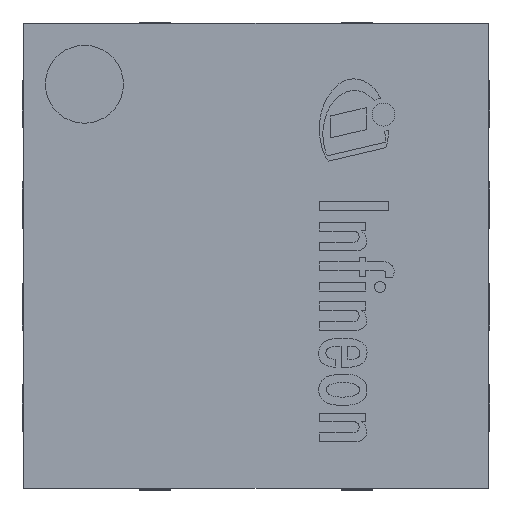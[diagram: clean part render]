
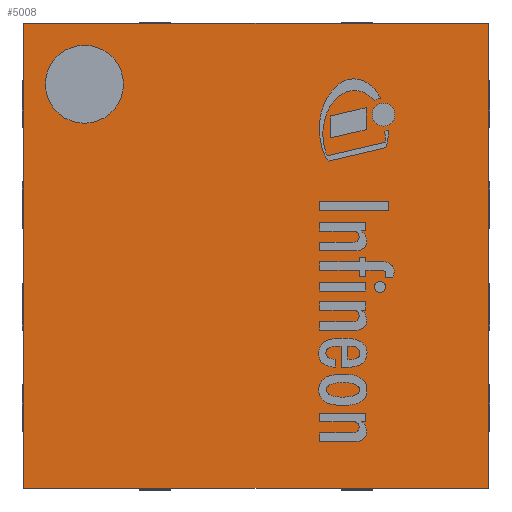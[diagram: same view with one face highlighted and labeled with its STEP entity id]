
A CAD part, top view. The second image highlights one B-rep face of the part: STEP entity #5008.
In plain terms, the highlighted planar face has unit normal (0, 0, 1).
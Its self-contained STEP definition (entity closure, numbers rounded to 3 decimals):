
#53=FACE_BOUND('',#725,.T.);
#421=FACE_OUTER_BOUND('',#724,.T.);
#724=EDGE_LOOP('',(#4286,#4287,#4288,#4289));
#725=EDGE_LOOP('',(#4290));
#1044=CIRCLE('',#5558,0.25);
#1373=LINE('',#8353,#1834);
#1377=LINE('',#8361,#1838);
#1380=LINE('',#8367,#1841);
#1383=LINE('',#8372,#1844);
#1834=VECTOR('',#6861,1.);
#1838=VECTOR('',#6867,1.);
#1841=VECTOR('',#6872,1.);
#1844=VECTOR('',#6877,1.);
#2350=VERTEX_POINT('',#8345);
#2352=VERTEX_POINT('',#8351);
#2353=VERTEX_POINT('',#8352);
#2356=VERTEX_POINT('',#8360);
#2358=VERTEX_POINT('',#8366);
#3009=EDGE_CURVE('',#2350,#2350,#1044,.T.);
#3011=EDGE_CURVE('',#2352,#2353,#1373,.T.);
#3015=EDGE_CURVE('',#2353,#2356,#1377,.T.);
#3018=EDGE_CURVE('',#2356,#2358,#1380,.T.);
#3021=EDGE_CURVE('',#2358,#2352,#1383,.T.);
#4286=ORIENTED_EDGE('',*,*,#3011,.F.);
#4287=ORIENTED_EDGE('',*,*,#3021,.F.);
#4288=ORIENTED_EDGE('',*,*,#3018,.F.);
#4289=ORIENTED_EDGE('',*,*,#3015,.F.);
#4290=ORIENTED_EDGE('',*,*,#3009,.T.);
#4724=PLANE('',#5566);
#5008=ADVANCED_FACE('',(#421,#53),#4724,.T.);
#5558=AXIS2_PLACEMENT_3D('',#8346,#6853,#6854);
#5566=AXIS2_PLACEMENT_3D('',#8375,#6881,#6882);
#6853=DIRECTION('center_axis',(0.,0.,-1.));
#6854=DIRECTION('ref_axis',(0.,-1.,0.));
#6861=DIRECTION('',(0.,1.,0.));
#6867=DIRECTION('',(1.,0.,0.));
#6872=DIRECTION('',(0.,-1.,0.));
#6877=DIRECTION('',(-1.,0.,0.));
#6881=DIRECTION('center_axis',(0.,0.,1.));
#6882=DIRECTION('ref_axis',(0.,-1.,0.));
#8345=CARTESIAN_POINT('',(-1.1,1.35,0.8));
#8346=CARTESIAN_POINT('Origin',(-1.1,1.1,0.8));
#8351=CARTESIAN_POINT('',(-1.49,-1.49,0.8));
#8352=CARTESIAN_POINT('',(-1.49,1.49,0.8));
#8353=CARTESIAN_POINT('',(-1.49,1.49,0.8));
#8360=CARTESIAN_POINT('',(1.49,1.49,0.8));
#8361=CARTESIAN_POINT('',(1.49,1.49,0.8));
#8366=CARTESIAN_POINT('',(1.49,-1.49,0.8));
#8367=CARTESIAN_POINT('',(1.49,-1.49,0.8));
#8372=CARTESIAN_POINT('',(-1.49,-1.49,0.8));
#8375=CARTESIAN_POINT('Origin',(0.,0.,0.8));
